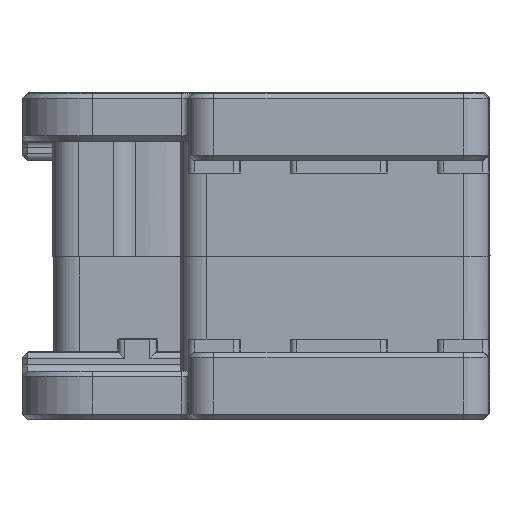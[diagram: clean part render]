
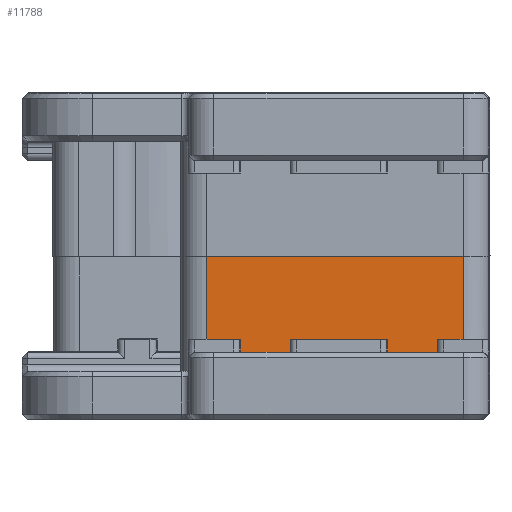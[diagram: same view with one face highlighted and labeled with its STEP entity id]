
A CAD part, left-side view. The second image highlights one B-rep face of the part: STEP entity #11788.
In plain terms, the highlighted face is planar.
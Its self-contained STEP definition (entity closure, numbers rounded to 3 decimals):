
#1508=FACE_OUTER_BOUND('',#2220,.T.);
#2220=EDGE_LOOP('',(#9112,#9113,#9114,#9115));
#3097=LINE('',#19092,#4133);
#3100=LINE('',#19107,#4136);
#3114=LINE('',#19178,#4150);
#3115=LINE('',#19180,#4151);
#4133=VECTOR('',#15121,10.);
#4136=VECTOR('',#15136,10.);
#4150=VECTOR('',#15182,10.);
#4151=VECTOR('',#15185,10.);
#5263=VERTEX_POINT('',#19089);
#5264=VERTEX_POINT('',#19091);
#5270=VERTEX_POINT('',#19105);
#5286=VERTEX_POINT('',#19176);
#6643=EDGE_CURVE('',#5263,#5264,#3097,.T.);
#6651=EDGE_CURVE('',#5263,#5270,#3100,.T.);
#6677=EDGE_CURVE('',#5286,#5270,#3114,.T.);
#6678=EDGE_CURVE('',#5264,#5286,#3115,.T.);
#9112=ORIENTED_EDGE('',*,*,#6643,.F.);
#9113=ORIENTED_EDGE('',*,*,#6651,.T.);
#9114=ORIENTED_EDGE('',*,*,#6677,.F.);
#9115=ORIENTED_EDGE('',*,*,#6678,.F.);
#11364=PLANE('',#12778);
#11788=ADVANCED_FACE('',(#1508),#11364,.F.);
#12778=AXIS2_PLACEMENT_3D('',#19179,#15183,#15184);
#15121=DIRECTION('',(0.,0.,1.));
#15136=DIRECTION('',(-1.,0.,0.));
#15182=DIRECTION('',(0.,0.,-1.));
#15183=DIRECTION('center_axis',(0.,-1.,0.));
#15184=DIRECTION('ref_axis',(-1.,0.,0.));
#15185=DIRECTION('',(-1.,0.,0.));
#19089=CARTESIAN_POINT('',(20.167,23.33,-38.412));
#19091=CARTESIAN_POINT('',(20.167,23.33,-29.412));
#19092=CARTESIAN_POINT('',(20.167,23.33,-28.287));
#19105=CARTESIAN_POINT('',(0.064,23.33,-38.412));
#19107=CARTESIAN_POINT('',(22.167,23.33,-38.412));
#19176=CARTESIAN_POINT('',(0.064,23.33,-29.412));
#19178=CARTESIAN_POINT('',(0.064,23.33,-30.912));
#19179=CARTESIAN_POINT('Origin',(22.167,23.33,-30.912));
#19180=CARTESIAN_POINT('',(22.167,23.33,-29.412));
